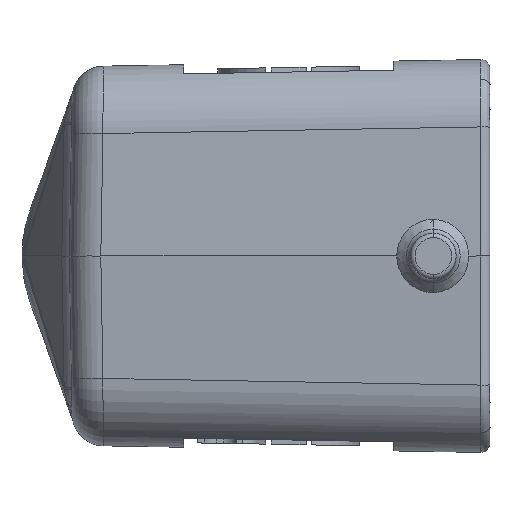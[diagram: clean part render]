
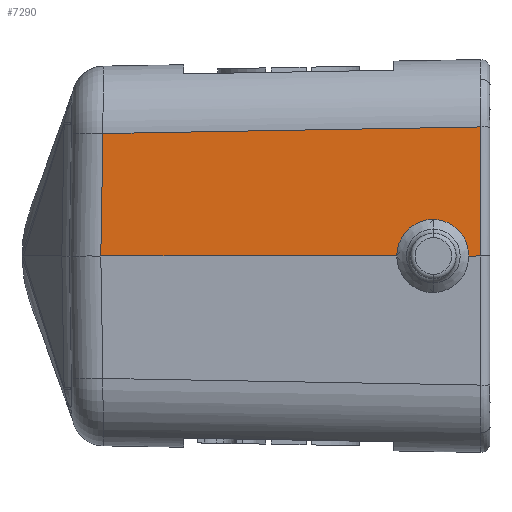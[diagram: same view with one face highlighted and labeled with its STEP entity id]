
A CAD part, left-side view. The second image highlights one B-rep face of the part: STEP entity #7290.
In plain terms, the highlighted planar face has unit normal (-1, 0.018, 0.017).
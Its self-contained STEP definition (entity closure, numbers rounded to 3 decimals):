
#210=CARTESIAN_POINT('',(-29.959,2.337,
0.));
#211=CARTESIAN_POINT('',(-29.954,2.332,0.301));
#212=CARTESIAN_POINT('',(-29.943,2.389,0.886));
#213=CARTESIAN_POINT('',(-29.923,2.669,1.731));
#214=CARTESIAN_POINT('',(-29.902,3.128,2.487));
#215=CARTESIAN_POINT('',(-29.88,3.742,3.123));
#216=CARTESIAN_POINT('',(-29.859,4.482,3.608));
#217=CARTESIAN_POINT('',(-29.839,5.316,3.917));
#218=CARTESIAN_POINT('',(-29.827,5.899,3.995));
#219=CARTESIAN_POINT('',(-29.822,6.2,4.));
#221=DIRECTION('',(0.,0.707,-0.707));
#222=VECTOR('',#221,5.657);
#223=CARTESIAN_POINT('',(-29.822,6.2,4.));
#224=LINE('',#223,#222);
#225=DIRECTION('',(0.017,-0.017,1.));
#226=VECTOR('',#225,13.397);
#227=CARTESIAN_POINT('',(-29.257,42.562,0.));
#228=LINE('',#227,#226);
#229=DIRECTION('',(-0.017,-1.,0.017));
#230=VECTOR('',#229,41.323);
#231=CARTESIAN_POINT('',(-29.027,42.328,13.393));
#232=LINE('',#231,#230);
#241=DIRECTION('',(-0.017,-1.,0.));
#242=VECTOR('',#241,32.367);
#243=CARTESIAN_POINT('',(-29.257,42.562,0.));
#244=LINE('',#243,#242);
#260=DIRECTION('',(-0.017,-1.,0.));
#261=VECTOR('',#260,1.319);
#262=CARTESIAN_POINT('',(-29.959,2.337,
0.));
#263=LINE('',#262,#261);
#711=DIRECTION('',(0.017,0.,1.));
#712=VECTOR('',#711,14.116);
#713=CARTESIAN_POINT('',(-29.982,1.019,
0.));
#714=LINE('',#713,#712);
#5916=CARTESIAN_POINT('',(-29.027,42.328,13.393));
#5917=CARTESIAN_POINT('',(-29.736,1.017,14.114));
#5918=VERTEX_POINT('',#5916);
#5919=VERTEX_POINT('',#5917);
#5925=CARTESIAN_POINT('',(-29.959,2.337,
0.));
#5926=CARTESIAN_POINT('',(-29.982,1.019,
0.));
#5927=VERTEX_POINT('',#5925);
#5928=VERTEX_POINT('',#5926);
#5929=VERTEX_POINT('',#219);
#5930=CARTESIAN_POINT('',(-29.822,10.2,
0.));
#5931=VERTEX_POINT('',#5930);
#5932=CARTESIAN_POINT('',(-29.257,42.562,
0.));
#5933=VERTEX_POINT('',#5932);
#7270=CARTESIAN_POINT('',(-29.607,0.,22.544));
#7271=DIRECTION('',(-1.,0.017,0.017));
#7272=DIRECTION('',(-0.017,-1.,0.));
#7273=AXIS2_PLACEMENT_3D('',#7270,#7271,#7272);
#7274=PLANE('',#7273);
#7276=ORIENTED_EDGE('',*,*,#7275,.F.);
#7278=ORIENTED_EDGE('',*,*,#7277,.T.);
#7280=ORIENTED_EDGE('',*,*,#7279,.T.);
#7282=ORIENTED_EDGE('',*,*,#7281,.F.);
#7284=ORIENTED_EDGE('',*,*,#7283,.T.);
#7285=ORIENTED_EDGE('',*,*,#7251,.T.);
#7287=ORIENTED_EDGE('',*,*,#7286,.F.);
#7288=EDGE_LOOP('',(#7276,#7278,#7280,#7282,#7284,#7285,#7287));
#7289=FACE_OUTER_BOUND('',#7288,.F.);
#7290=ADVANCED_FACE('',(#7289),#7274,.T.);
#220=B_SPLINE_CURVE_WITH_KNOTS('',3,(#210,#211,#212,#213,#214,#215,#216,#217,
#218,#219),.UNSPECIFIED.,.F.,.F.,(4,1,1,1,1,1,1,4),(0.,0.143,
0.286,0.429,0.571,0.714,
0.857,1.),.UNSPECIFIED.);
#7251=EDGE_CURVE('',#5918,#5919,#232,.T.);
#7275=EDGE_CURVE('',#5927,#5928,#263,.T.);
#7277=EDGE_CURVE('',#5927,#5929,#220,.T.);
#7279=EDGE_CURVE('',#5929,#5931,#224,.T.);
#7281=EDGE_CURVE('',#5933,#5931,#244,.T.);
#7283=EDGE_CURVE('',#5933,#5918,#228,.T.);
#7286=EDGE_CURVE('',#5928,#5919,#714,.T.);
